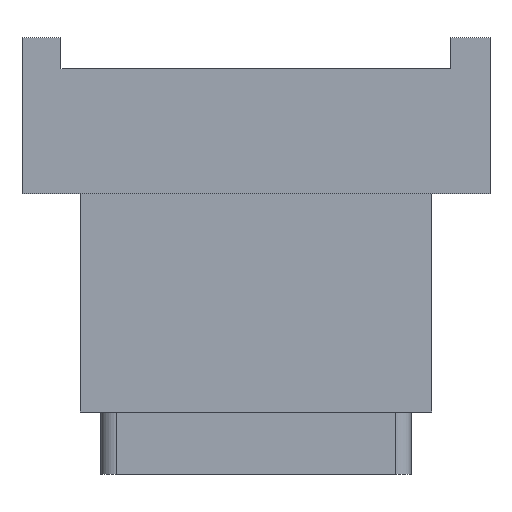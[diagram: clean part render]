
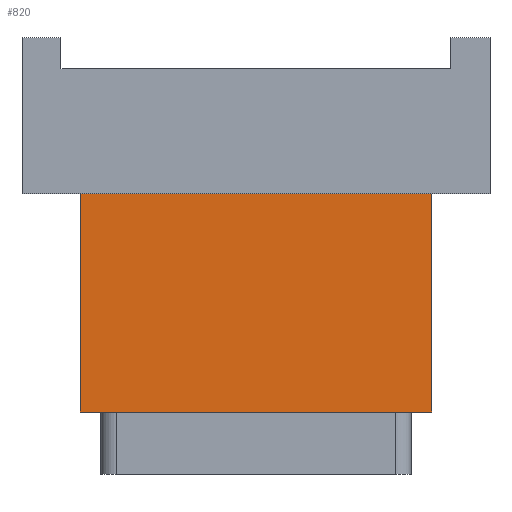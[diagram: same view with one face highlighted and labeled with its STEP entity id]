
A CAD part, front view. The second image highlights one B-rep face of the part: STEP entity #820.
In plain terms, the highlighted planar face has unit normal (0, -1, 0).
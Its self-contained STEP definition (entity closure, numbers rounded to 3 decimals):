
#63=PLANE('',#894);
#105=FACE_OUTER_BOUND('',#155,.T.);
#155=EDGE_LOOP('',(#729,#730,#731,#732));
#227=LINE('',#1415,#303);
#235=LINE('',#1430,#311);
#236=LINE('',#1432,#312);
#237=LINE('',#1433,#313);
#303=VECTOR('',#1090,14.);
#311=VECTOR('',#1102,14.);
#312=VECTOR('',#1105,22.5);
#313=VECTOR('',#1106,22.5);
#418=VERTEX_POINT('',#1411);
#420=VERTEX_POINT('',#1414);
#424=VERTEX_POINT('',#1426);
#425=VERTEX_POINT('',#1428);
#527=EDGE_CURVE('',#418,#420,#227,.T.);
#535=EDGE_CURVE('',#424,#425,#235,.T.);
#536=EDGE_CURVE('',#424,#418,#236,.T.);
#537=EDGE_CURVE('',#420,#425,#237,.T.);
#729=ORIENTED_EDGE('',*,*,#536,.F.);
#730=ORIENTED_EDGE('',*,*,#535,.T.);
#731=ORIENTED_EDGE('',*,*,#537,.F.);
#732=ORIENTED_EDGE('',*,*,#527,.F.);
#820=ADVANCED_FACE('',(#105),#63,.T.);
#894=AXIS2_PLACEMENT_3D('',#1431,#1103,#1104);
#1090=DIRECTION('',(0.,0.,-1.));
#1102=DIRECTION('',(0.,0.,-1.));
#1103=DIRECTION('center_axis',(0.,-1.,0.));
#1104=DIRECTION('ref_axis',(-1.,0.,0.));
#1105=DIRECTION('',(1.,0.,0.));
#1106=DIRECTION('',(-1.,0.,0.));
#1411=CARTESIAN_POINT('',(11.25,-6.25,0.));
#1414=CARTESIAN_POINT('',(11.25,-6.25,-14.));
#1415=CARTESIAN_POINT('',(11.25,-6.25,0.));
#1426=CARTESIAN_POINT('',(-11.25,-6.25,0.));
#1428=CARTESIAN_POINT('',(-11.25,-6.25,-14.));
#1430=CARTESIAN_POINT('',(-11.25,-6.25,0.));
#1431=CARTESIAN_POINT('Origin',(11.25,-6.25,0.));
#1432=CARTESIAN_POINT('',(5.625,-6.25,0.));
#1433=CARTESIAN_POINT('',(-11.25,-6.25,-14.));
